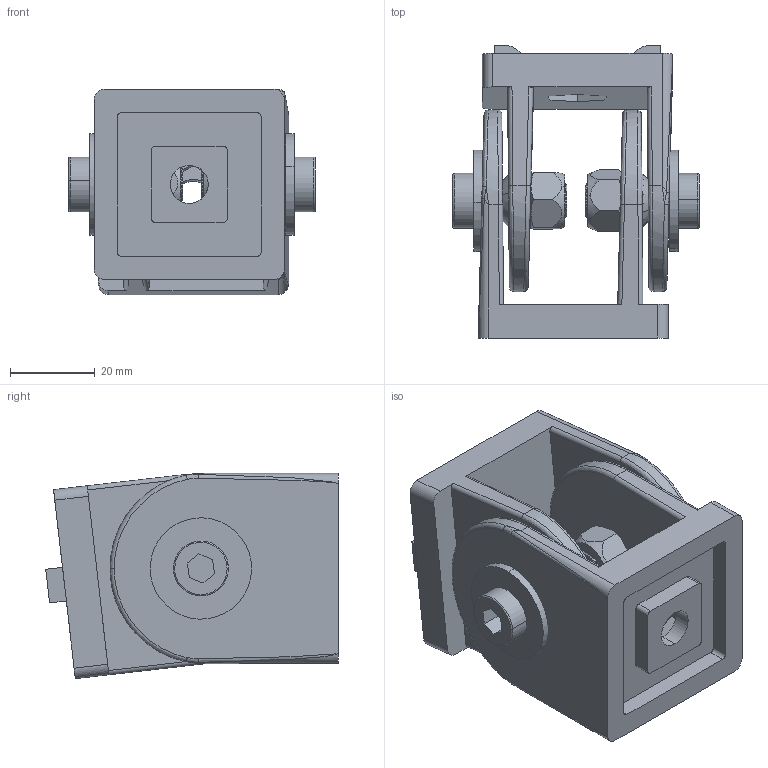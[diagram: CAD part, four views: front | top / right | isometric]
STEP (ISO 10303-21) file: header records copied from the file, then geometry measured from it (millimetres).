
FILE_DESCRIPTION (( 'STEP AP203' ), '1' );
FILE_NAME ('084.311.020.STEP', '2015-06-04T07:03:35', ( '' ), ( '' ), 'SwSTEP 2.0', 'SolidWorks 2012', '' );
FILE_SCHEMA (( 'CONFIG_CONTROL_DESIGN' ));
Length unit declared in the file: millimetre
Products named in the file (7): 084.311.020; torque nut 03_iso_ISO 7042-M8-N; plain washer large grade ac_iso_Washer ISO 7093 - 10; serrated lock washer 2_din_DIN 6798-V10.5; 084.301.000 VITI ALUSIC-2_084.301.012; 084.311.010-2; 084.311.015L
Assembly tree (11 placements, depth 2):
  084.311.020
    084.311.015L  x2
    084.311.010-2
    084.301.000 VITI ALUSIC-2_084.301.012  x2
    serrated lock washer 2_din_DIN 6798-V10.5  x2
    plain washer large grade ac_iso_Washer ISO 7093 - 10  x2
    torque nut 03_iso_ISO 7042-M8-N  x2
Bounding box: 58.3 x 69.22 x 48.57 mm (x, y, z)
Volume: 68245.6 mm3; surface area: 36542.3 mm2
Topology: 11 solids, 11 shells, 436 faces, 1148 edges, 736 vertices
Faces by surface type: plane 268, cylinder 96, cone 40, bspline 28, torus 4
Entity records: 9014 total; most frequent: CARTESIAN_POINT 2260, ORIENTED_EDGE 1272, DIRECTION 1186, EDGE_CURVE 636, VERTEX_POINT 412, AXIS2_PLACEMENT_3D 405, LINE 376, VECTOR 376
